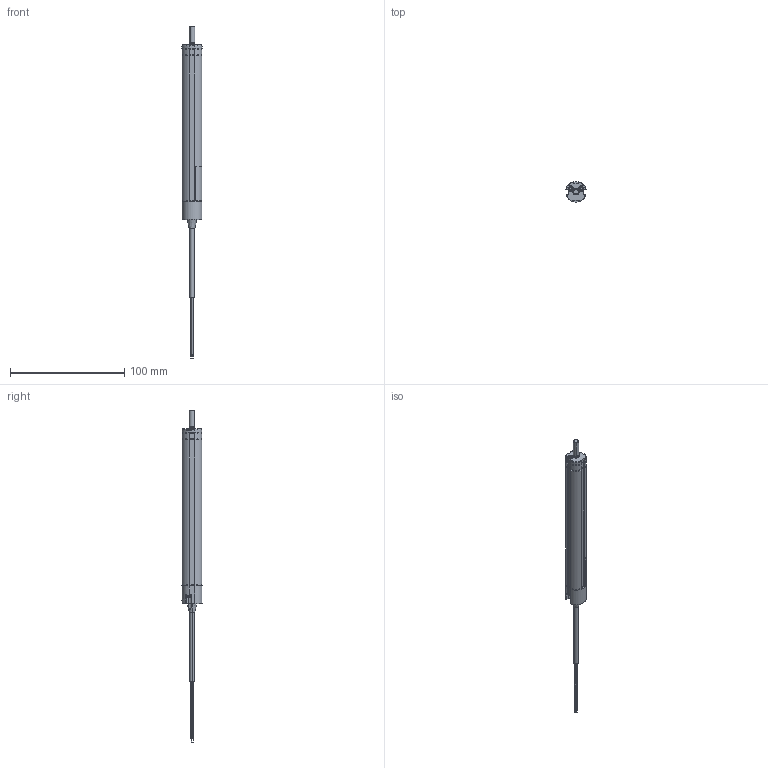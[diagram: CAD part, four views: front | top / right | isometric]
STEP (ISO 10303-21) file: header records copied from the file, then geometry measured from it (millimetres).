
FILE_DESCRIPTION (( 'STEP AP214' ), '1' );
FILE_NAME ('TEX-0100-411-002-302_retracted.STEP', '2014-07-11T08:50:23', ( 'dummy' ), ( 'Microsoft' ), 'SwSTEP 2.0', 'SolidWorks 2013', '' );
FILE_SCHEMA (( 'AUTOMOTIVE_DESIGN' ));
Length unit declared in the file: millimetre
Products named in the file (1): TEX-0100-411-002-302_retracted
Bounding box: 17.55 x 17.79 x 291 mm (x, y, z)
Surface area: 15771.8 mm2 (no closed solid volume)
Topology: 0 solids, 22 shells, 389 faces, 1404 edges, 1018 vertices
Faces by surface type: plane 167, cylinder 165, torus 27, bspline 14, cone 14, sphere 2
Entity records: 20066 total; most frequent: CARTESIAN_POINT 3849, DIRECTION 2630, ORIENTED_EDGE 2145, EDGE_CURVE 1402, VERTEX_POINT 1018, AXIS2_PLACEMENT_3D 924, LINE 782, VECTOR 782
